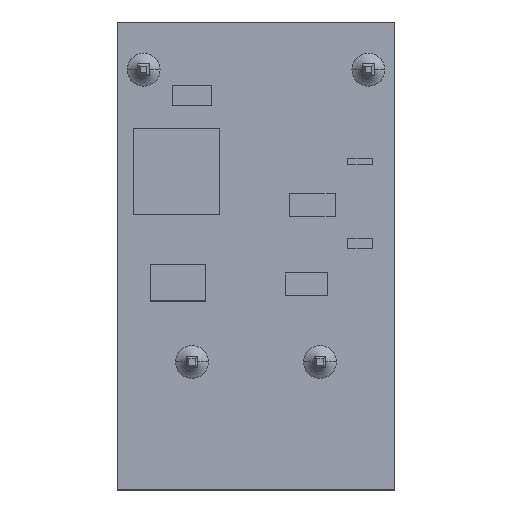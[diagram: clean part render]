
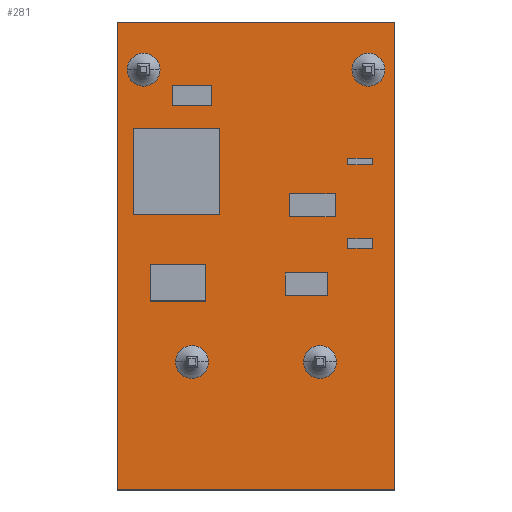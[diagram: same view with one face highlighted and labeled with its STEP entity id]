
A CAD part, top view. The second image highlights one B-rep face of the part: STEP entity #281.
In plain terms, the highlighted planar face has unit normal (0, 0, 1).
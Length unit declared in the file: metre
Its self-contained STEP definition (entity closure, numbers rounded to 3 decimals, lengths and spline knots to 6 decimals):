
#281=ADVANCED_FACE('3:79116',(#421,#422,#423,#424,#425),#426,.F.);
#421=FACE_BOUND('',#669,.T.);
#422=FACE_BOUND('',#670,.T.);
#423=FACE_BOUND('',#671,.T.);
#424=FACE_BOUND('',#672,.T.);
#425=FACE_OUTER_BOUND('',#673,.T.);
#426=PLANE('',#674);
#669=EDGE_LOOP('',(#975,#976));
#670=EDGE_LOOP('',(#977,#978));
#671=EDGE_LOOP('',(#979,#980));
#672=EDGE_LOOP('',(#981,#982));
#673=EDGE_LOOP('',(#983,#984,#985,#986));
#674=AXIS2_PLACEMENT_3D('',#987,#988,#989);
#975=ORIENTED_EDGE('',*,*,#1748,.T.);
#976=ORIENTED_EDGE('',*,*,#1752,.T.);
#977=ORIENTED_EDGE('',*,*,#1744,.T.);
#978=ORIENTED_EDGE('',*,*,#1754,.T.);
#979=ORIENTED_EDGE('',*,*,#1740,.T.);
#980=ORIENTED_EDGE('',*,*,#1756,.T.);
#981=ORIENTED_EDGE('',*,*,#1736,.T.);
#982=ORIENTED_EDGE('',*,*,#1758,.T.);
#983=ORIENTED_EDGE('',*,*,#1769,.F.);
#984=ORIENTED_EDGE('',*,*,#1766,.F.);
#985=ORIENTED_EDGE('',*,*,#1770,.F.);
#986=ORIENTED_EDGE('',*,*,#1759,.F.);
#987=CARTESIAN_POINT('',(-0.054774,0.009622,0.0034));
#988=DIRECTION('',(0.,0.,-1.0));
#989=DIRECTION('',(-1.0,0.,0.));
#1736=EDGE_CURVE('4:4666',#1996,#1993,#1997,.T.);
#1740=EDGE_CURVE('4:4756',#2004,#2001,#2005,.T.);
#1744=EDGE_CURVE('4:4846',#2012,#2009,#2013,.T.);
#1748=EDGE_CURVE('4:4936',#2020,#2017,#2021,.T.);
#1752=EDGE_CURVE('4:4936',#2017,#2020,#2026,.T.);
#1754=EDGE_CURVE('4:4846',#2009,#2012,#2028,.T.);
#1756=EDGE_CURVE('4:4756',#2001,#2004,#2030,.T.);
#1758=EDGE_CURVE('4:4666',#1993,#1996,#2032,.T.);
#1759=EDGE_CURVE('3:79134',#2033,#2034,#2035,.F.);
#1766=EDGE_CURVE('3:79152',#2046,#2047,#2048,.F.);
#1769=EDGE_CURVE('3:79122',#2047,#2033,#2051,.F.);
#1770=EDGE_CURVE('3:79143',#2034,#2046,#2052,.F.);
#1993=VERTEX_POINT('',#2397);
#1996=VERTEX_POINT('',#2401);
#1997=CIRCLE('',#2402,0.0005);
#2001=VERTEX_POINT('',#2407);
#2004=VERTEX_POINT('',#2411);
#2005=CIRCLE('',#2412,0.0005);
#2009=VERTEX_POINT('',#2417);
#2012=VERTEX_POINT('',#2421);
#2013=CIRCLE('',#2422,0.0005);
#2017=VERTEX_POINT('',#2427);
#2020=VERTEX_POINT('',#2431);
#2021=CIRCLE('',#2432,0.0005);
#2026=CIRCLE('',#2438,0.0005);
#2028=CIRCLE('',#2440,0.0005);
#2030=CIRCLE('',#2442,0.0005);
#2032=CIRCLE('',#2444,0.0005);
#2033=VERTEX_POINT('',#2445);
#2034=VERTEX_POINT('',#2446);
#2035=LINE('',#2447,#2448);
#2046=VERTEX_POINT('',#2465);
#2047=VERTEX_POINT('',#2466);
#2048=LINE('',#2467,#2468);
#2051=LINE('',#2473,#2474);
#2052=LINE('',#2475,#2476);
#2397=CARTESIAN_POINT('',(-0.004,-0.0058,0.0034));
#2401=CARTESIAN_POINT('',(-0.003,-0.0058,0.0034));
#2402=AXIS2_PLACEMENT_3D('',#3096,#3097,#3098);
#2407=CARTESIAN_POINT('',(0.00565,0.01019,0.0034));
#2411=CARTESIAN_POINT('',(0.00665,0.01019,0.0034));
#2412=AXIS2_PLACEMENT_3D('',#3104,#3105,#3106);
#2417=CARTESIAN_POINT('',(-0.00665,0.01019,0.0034));
#2421=CARTESIAN_POINT('',(-0.00565,0.01019,0.0034));
#2422=AXIS2_PLACEMENT_3D('',#3112,#3113,#3114);
#2427=CARTESIAN_POINT('',(0.003,-0.0058,0.0034));
#2431=CARTESIAN_POINT('',(0.004,-0.0058,0.0034));
#2432=AXIS2_PLACEMENT_3D('',#3120,#3121,#3122);
#2438=AXIS2_PLACEMENT_3D('',#3130,#3131,#3132);
#2440=AXIS2_PLACEMENT_3D('',#3136,#3137,#3138);
#2442=AXIS2_PLACEMENT_3D('',#3142,#3143,#3144);
#2444=AXIS2_PLACEMENT_3D('',#3148,#3149,#3150);
#2445=CARTESIAN_POINT('',(0.0076,0.0128,0.0034));
#2446=CARTESIAN_POINT('',(0.0076,-0.0128,0.0034));
#2447=CARTESIAN_POINT('',(0.0076,0.004811,0.0034));
#2448=VECTOR('',#3151,1.0);
#2465=CARTESIAN_POINT('',(-0.0076,-0.0128,0.0034));
#2466=CARTESIAN_POINT('',(-0.0076,0.0128,0.0034));
#2467=CARTESIAN_POINT('',(-0.0076,0.004811,0.0034));
#2468=VECTOR('',#3158,1.0);
#2473=CARTESIAN_POINT('',(-0.027387,0.0128,0.0034));
#2474=VECTOR('',#3161,1.0);
#2475=CARTESIAN_POINT('',(-0.027387,-0.0128,0.0034));
#2476=VECTOR('',#3162,1.0);
#3096=CARTESIAN_POINT('',(-0.0035,-0.0058,0.0034));
#3097=DIRECTION('',(0.,0.,-1.0));
#3098=DIRECTION('',(-1.0,0.0,0.));
#3104=CARTESIAN_POINT('',(0.00615,0.01019,0.0034));
#3105=DIRECTION('',(0.,0.,-1.0));
#3106=DIRECTION('',(-1.0,0.0,0.));
#3112=CARTESIAN_POINT('',(-0.00615,0.01019,0.0034));
#3113=DIRECTION('',(0.,0.,-1.0));
#3114=DIRECTION('',(-1.0,0.0,0.));
#3120=CARTESIAN_POINT('',(0.0035,-0.0058,0.0034));
#3121=DIRECTION('',(0.,0.,-1.0));
#3122=DIRECTION('',(-1.0,0.0,0.));
#3130=CARTESIAN_POINT('',(0.0035,-0.0058,0.0034));
#3131=DIRECTION('',(0.,0.,-1.0));
#3132=DIRECTION('',(-1.0,0.0,0.));
#3136=CARTESIAN_POINT('',(-0.00615,0.01019,0.0034));
#3137=DIRECTION('',(0.,0.,-1.0));
#3138=DIRECTION('',(-1.0,0.0,0.));
#3142=CARTESIAN_POINT('',(0.00615,0.01019,0.0034));
#3143=DIRECTION('',(0.,0.,-1.0));
#3144=DIRECTION('',(-1.0,0.0,0.));
#3148=CARTESIAN_POINT('',(-0.0035,-0.0058,0.0034));
#3149=DIRECTION('',(0.,0.,-1.0));
#3150=DIRECTION('',(-1.0,0.0,0.));
#3151=DIRECTION('',(0.,1.0,0.));
#3158=DIRECTION('',(0.,-1.0,0.));
#3161=DIRECTION('',(-1.0,0.,0.));
#3162=DIRECTION('',(1.0,0.,0.));
